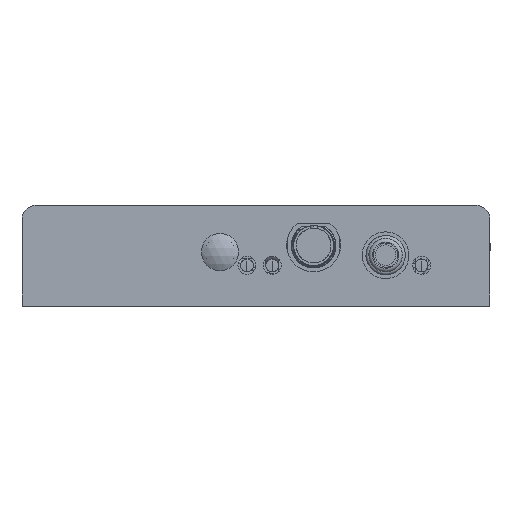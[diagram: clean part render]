
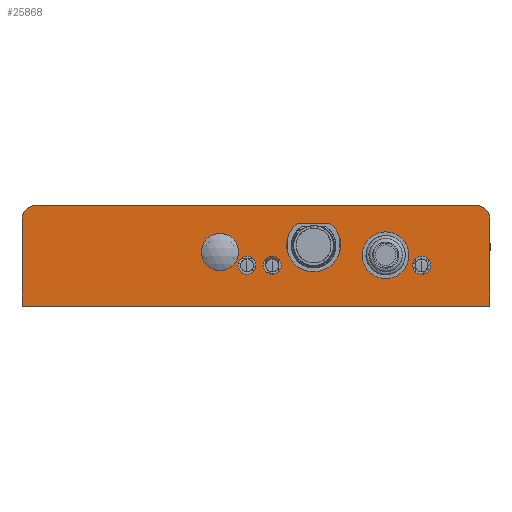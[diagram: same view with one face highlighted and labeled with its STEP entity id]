
A CAD part, top view. The second image highlights one B-rep face of the part: STEP entity #25868.
In plain terms, the highlighted planar face has unit normal (0, 0, 1).
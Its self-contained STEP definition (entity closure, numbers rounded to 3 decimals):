
#353 = VERTEX_POINT ( 'NONE', #803 ) ;
#401 = FACE_BOUND ( 'NONE', #18001, .T. ) ;
#425 = ORIENTED_EDGE ( 'NONE', *, *, #7841, .F. ) ;
#544 = EDGE_CURVE ( 'NONE', #15133, #7738, #12108, .T. ) ;
#803 = CARTESIAN_POINT ( 'NONE',  ( 46., 13.8, 55. ) ) ;
#1111 = ORIENTED_EDGE ( 'NONE', *, *, #16144, .F. ) ;
#1499 = CIRCLE ( 'NONE', #14220, 4. ) ;
#1725 = DIRECTION ( 'NONE',  ( 0., 0., 1. ) ) ;
#1781 = EDGE_CURVE ( 'NONE', #16071, #26774, #22380, .T. ) ;
#1868 = CIRCLE ( 'NONE', #3845, 7.5 ) ;
#1913 = CARTESIAN_POINT ( 'NONE',  ( 65., 28., 55. ) ) ;
#2385 = CIRCLE ( 'NONE', #10201, 2.5 ) ;
#2568 = FACE_OUTER_BOUND ( 'NONE', #10647, .T. ) ;
#2661 = ORIENTED_EDGE ( 'NONE', *, *, #4071, .F. ) ;
#2825 = CARTESIAN_POINT ( 'NONE',  ( 20.5, 23., 55. ) ) ;
#3009 = DIRECTION ( 'NONE',  ( 0., 0., -1. ) ) ;
#3151 = FACE_BOUND ( 'NONE', #3286, .T. ) ;
#3286 = EDGE_LOOP ( 'NONE', ( #21628 ) ) ;
#3592 = DIRECTION ( 'NONE',  ( 0., 1., 0. ) ) ;
#3845 = AXIS2_PLACEMENT_3D ( 'NONE', #25247, #16080, #25400 ) ;
#3888 = ORIENTED_EDGE ( 'NONE', *, *, #1781, .T. ) ;
#3917 = DIRECTION ( 'NONE',  ( 0., 0., 1. ) ) ;
#4071 = EDGE_CURVE ( 'NONE', #15133, #19493, #4125, .T. ) ;
#4125 = LINE ( 'NONE', #13466, #21064 ) ;
#4517 = CARTESIAN_POINT ( 'NONE',  ( 11.5, 23., 55. ) ) ;
#4580 = DIRECTION ( 'NONE',  ( 0., 0., 1. ) ) ;
#4793 = AXIS2_PLACEMENT_3D ( 'NONE', #19232, #3009, #23808 ) ;
#4971 = ORIENTED_EDGE ( 'NONE', *, *, #544, .T. ) ;
#5049 = CARTESIAN_POINT ( 'NONE',  ( -61., 24., 55. ) ) ;
#5239 = AXIS2_PLACEMENT_3D ( 'NONE', #29431, #17783, #19756 ) ;
#5600 = FACE_BOUND ( 'NONE', #15378, .T. ) ;
#5700 = CARTESIAN_POINT ( 'NONE',  ( -10., 19., 55. ) ) ;
#5856 = VERTEX_POINT ( 'NONE', #18848 ) ;
#6206 = LINE ( 'NONE', #1913, #11192 ) ;
#6776 = VERTEX_POINT ( 'NONE', #29072 ) ;
#7738 = VERTEX_POINT ( 'NONE', #24341 ) ;
#7811 = CIRCLE ( 'NONE', #19529, 2.5 ) ;
#7841 = EDGE_CURVE ( 'NONE', #5856, #18287, #1868, .T. ) ;
#7859 = VECTOR ( 'NONE', #12017, 1000. ) ;
#8338 = CIRCLE ( 'NONE', #11296, 2.5 ) ;
#8365 = ORIENTED_EDGE ( 'NONE', *, *, #18478, .F. ) ;
#8482 = ORIENTED_EDGE ( 'NONE', *, *, #23991, .F. ) ;
#9139 = CARTESIAN_POINT ( 'NONE',  ( 4.501, 11.3, 55. ) ) ;
#9551 = CARTESIAN_POINT ( 'NONE',  ( -2.5, 13.8, 55. ) ) ;
#9908 = FACE_BOUND ( 'NONE', #29317, .T. ) ;
#10028 = CARTESIAN_POINT ( 'NONE',  ( 65., 24., 55. ) ) ;
#10201 = AXIS2_PLACEMENT_3D ( 'NONE', #9139, #18325, #11585 ) ;
#10647 = EDGE_LOOP ( 'NONE', ( #2661, #4971, #8482, #17914, #3888, #28157 ) ) ;
#10870 = CARTESIAN_POINT ( 'NONE',  ( -65., 24., 55. ) ) ;
#11192 = VECTOR ( 'NONE', #13866, 1000. ) ;
#11296 = AXIS2_PLACEMENT_3D ( 'NONE', #30295, #4580, #13771 ) ;
#11450 = CARTESIAN_POINT ( 'NONE',  ( -65., 0., 55. ) ) ;
#11585 = DIRECTION ( 'NONE',  ( 0., 1., 0. ) ) ;
#12017 = DIRECTION ( 'NONE',  ( 1., 0., 0. ) ) ;
#12108 = CIRCLE ( 'NONE', #5239, 4. ) ;
#12485 = FACE_BOUND ( 'NONE', #22780, .T. ) ;
#13462 = ORIENTED_EDGE ( 'NONE', *, *, #15088, .F. ) ;
#13466 = CARTESIAN_POINT ( 'NONE',  ( 65., 28., 55. ) ) ;
#13771 = DIRECTION ( 'NONE',  ( 0., 1., 0. ) ) ;
#13866 = DIRECTION ( 'NONE',  ( 1., 0., 0. ) ) ;
#14017 = LINE ( 'NONE', #23351, #7859 ) ;
#14220 = AXIS2_PLACEMENT_3D ( 'NONE', #28483, #3917, #27186 ) ;
#14245 = DIRECTION ( 'NONE',  ( 0., 0., 1. ) ) ;
#15088 = EDGE_CURVE ( 'NONE', #21185, #21185, #7811, .T. ) ;
#15133 = VERTEX_POINT ( 'NONE', #10028 ) ;
#15227 = AXIS2_PLACEMENT_3D ( 'NONE', #27297, #1725, #3592 ) ;
#15300 = CARTESIAN_POINT ( 'NONE',  ( 65., 0., 55. ) ) ;
#15378 = EDGE_LOOP ( 'NONE', ( #16306 ) ) ;
#16071 = VERTEX_POINT ( 'NONE', #10870 ) ;
#16080 = DIRECTION ( 'NONE',  ( 0., 0., 1. ) ) ;
#16144 = EDGE_CURVE ( 'NONE', #353, #353, #8338, .T. ) ;
#16306 = ORIENTED_EDGE ( 'NONE', *, *, #24537, .F. ) ;
#16701 = CIRCLE ( 'NONE', #15227, 6.5 ) ;
#16933 = CARTESIAN_POINT ( 'NONE',  ( -65., 28., 55. ) ) ;
#17783 = DIRECTION ( 'NONE',  ( 0., 0., 1. ) ) ;
#17914 = ORIENTED_EDGE ( 'NONE', *, *, #28496, .T. ) ;
#18001 = EDGE_LOOP ( 'NONE', ( #13462 ) ) ;
#18287 = VERTEX_POINT ( 'NONE', #2825 ) ;
#18325 = DIRECTION ( 'NONE',  ( 0., 0., 1. ) ) ;
#18380 = EDGE_CURVE ( 'NONE', #26774, #19493, #14017, .T. ) ;
#18459 = DIRECTION ( 'NONE',  ( 0., 0., 1. ) ) ;
#18478 = EDGE_CURVE ( 'NONE', #26994, #26994, #1499, .T. ) ;
#18848 = CARTESIAN_POINT ( 'NONE',  ( 11.5, 23., 55. ) ) ;
#18924 = PLANE ( 'NONE',  #4793 ) ;
#19232 = CARTESIAN_POINT ( 'NONE',  ( 65., 28., 55. ) ) ;
#19493 = VERTEX_POINT ( 'NONE', #15300 ) ;
#19529 = AXIS2_PLACEMENT_3D ( 'NONE', #27974, #18459, #27808 ) ;
#19756 = DIRECTION ( 'NONE',  ( 0., -1., 0. ) ) ;
#20381 = VERTEX_POINT ( 'NONE', #25273 ) ;
#20641 = EDGE_LOOP ( 'NONE', ( #1111 ) ) ;
#20652 = DIRECTION ( 'NONE',  ( 0., -1., 0. ) ) ;
#20991 = CARTESIAN_POINT ( 'NONE',  ( 4.501, 13.8, 55. ) ) ;
#21064 = VECTOR ( 'NONE', #20652, 1000. ) ;
#21185 = VERTEX_POINT ( 'NONE', #9551 ) ;
#21628 = ORIENTED_EDGE ( 'NONE', *, *, #27592, .F. ) ;
#22380 = LINE ( 'NONE', #16933, #26661 ) ;
#22780 = EDGE_LOOP ( 'NONE', ( #29930, #425 ) ) ;
#22943 = VECTOR ( 'NONE', #23187, 1000. ) ;
#23187 = DIRECTION ( 'NONE',  ( -1., 0., 0. ) ) ;
#23351 = CARTESIAN_POINT ( 'NONE',  ( 65., 0., 55. ) ) ;
#23526 = FACE_BOUND ( 'NONE', #20641, .T. ) ;
#23578 = DIRECTION ( 'NONE',  ( 0., -1., 0. ) ) ;
#23808 = DIRECTION ( 'NONE',  ( 0., -1., 0. ) ) ;
#23991 = EDGE_CURVE ( 'NONE', #6776, #7738, #6206, .T. ) ;
#24341 = CARTESIAN_POINT ( 'NONE',  ( 61., 28., 55. ) ) ;
#24537 = EDGE_CURVE ( 'NONE', #25125, #25125, #2385, .T. ) ;
#25004 = EDGE_CURVE ( 'NONE', #18287, #5856, #27329, .T. ) ;
#25125 = VERTEX_POINT ( 'NONE', #20991 ) ;
#25247 = CARTESIAN_POINT ( 'NONE',  ( 16., 17., 55. ) ) ;
#25273 = CARTESIAN_POINT ( 'NONE',  ( 36., 20.6, 55. ) ) ;
#25400 = DIRECTION ( 'NONE',  ( 0., -1., 0. ) ) ;
#25868 = ADVANCED_FACE ( 'NONE', ( #3151, #9908, #401, #5600, #12485, #23526, #2568 ), #18924, .F. ) ;
#26661 = VECTOR ( 'NONE', #27136, 1000. ) ;
#26774 = VERTEX_POINT ( 'NONE', #11450 ) ;
#26994 = VERTEX_POINT ( 'NONE', #5700 ) ;
#27136 = DIRECTION ( 'NONE',  ( 0., -1., 0. ) ) ;
#27186 = DIRECTION ( 'NONE',  ( 0., 1., 0. ) ) ;
#27297 = CARTESIAN_POINT ( 'NONE',  ( 36., 14.1, 55. ) ) ;
#27329 = LINE ( 'NONE', #4517, #22943 ) ;
#27592 = EDGE_CURVE ( 'NONE', #20381, #20381, #16701, .T. ) ;
#27808 = DIRECTION ( 'NONE',  ( 0., 1., 0. ) ) ;
#27961 = CIRCLE ( 'NONE', #28464, 4. ) ;
#27974 = CARTESIAN_POINT ( 'NONE',  ( -2.5, 11.3, 55. ) ) ;
#28157 = ORIENTED_EDGE ( 'NONE', *, *, #18380, .T. ) ;
#28464 = AXIS2_PLACEMENT_3D ( 'NONE', #5049, #14245, #23578 ) ;
#28483 = CARTESIAN_POINT ( 'NONE',  ( -10., 15., 55. ) ) ;
#28496 = EDGE_CURVE ( 'NONE', #6776, #16071, #27961, .T. ) ;
#29072 = CARTESIAN_POINT ( 'NONE',  ( -61., 28., 55. ) ) ;
#29317 = EDGE_LOOP ( 'NONE', ( #8365 ) ) ;
#29431 = CARTESIAN_POINT ( 'NONE',  ( 61., 24., 55. ) ) ;
#29930 = ORIENTED_EDGE ( 'NONE', *, *, #25004, .F. ) ;
#30295 = CARTESIAN_POINT ( 'NONE',  ( 46., 11.3, 55. ) ) ;
